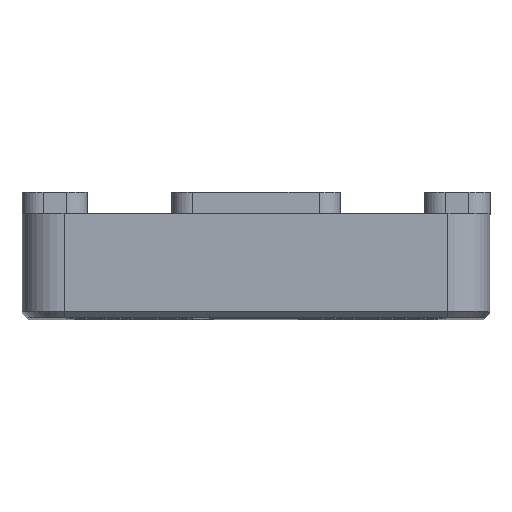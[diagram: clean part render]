
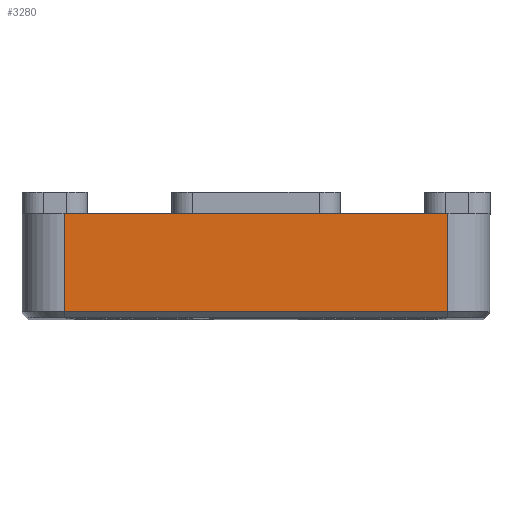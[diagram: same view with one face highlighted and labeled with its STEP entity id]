
A CAD part, top view. The second image highlights one B-rep face of the part: STEP entity #3280.
In plain terms, the highlighted planar face has unit normal (0, 0, 1).
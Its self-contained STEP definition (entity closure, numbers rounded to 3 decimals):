
#300=FACE_OUTER_BOUND('',#477,.T.);
#477=EDGE_LOOP('',(#2865,#2866,#2867,#2868));
#726=LINE('',#4982,#1117);
#871=LINE('',#5351,#1262);
#872=LINE('',#5354,#1263);
#873=LINE('',#5355,#1264);
#1117=VECTOR('',#4012,10.);
#1262=VECTOR('',#4387,10.);
#1263=VECTOR('',#4390,10.);
#1264=VECTOR('',#4391,10.);
#1452=VERTEX_POINT('',#4949);
#1467=VERTEX_POINT('',#4980);
#1576=VERTEX_POINT('',#5349);
#1577=VERTEX_POINT('',#5353);
#1844=EDGE_CURVE('',#1452,#1467,#726,.T.);
#2029=EDGE_CURVE('',#1452,#1576,#871,.T.);
#2030=EDGE_CURVE('',#1576,#1577,#872,.T.);
#2031=EDGE_CURVE('',#1577,#1467,#873,.T.);
#2865=ORIENTED_EDGE('',*,*,#2030,.F.);
#2866=ORIENTED_EDGE('',*,*,#2029,.F.);
#2867=ORIENTED_EDGE('',*,*,#1844,.T.);
#2868=ORIENTED_EDGE('',*,*,#2031,.F.);
#3111=PLANE('',#3531);
#3280=ADVANCED_FACE('',(#300),#3111,.F.);
#3531=AXIS2_PLACEMENT_3D('',#5352,#4388,#4389);
#4012=DIRECTION('',(-1.,0.,0.));
#4387=DIRECTION('',(0.,-1.,0.));
#4388=DIRECTION('center_axis',(0.,0.,
-1.));
#4389=DIRECTION('ref_axis',(-1.,0.,0.));
#4390=DIRECTION('',(-1.,0.,0.));
#4391=DIRECTION('',(0.,1.,0.));
#4949=CARTESIAN_POINT('',(137.755,348.006,57.723));
#4980=CARTESIAN_POINT('',(119.5,348.006,57.723));
#4982=CARTESIAN_POINT('',(178.624,348.006,57.723));
#5349=CARTESIAN_POINT('',(137.755,343.329,57.723));
#5351=CARTESIAN_POINT('',(137.755,330.926,57.723));
#5352=CARTESIAN_POINT('Origin',(199.173,341.406,57.723));
#5353=CARTESIAN_POINT('',(119.5,343.329,57.723));
#5354=CARTESIAN_POINT('',(163.9,343.329,57.723));
#5355=CARTESIAN_POINT('',(119.5,330.926,57.723));
